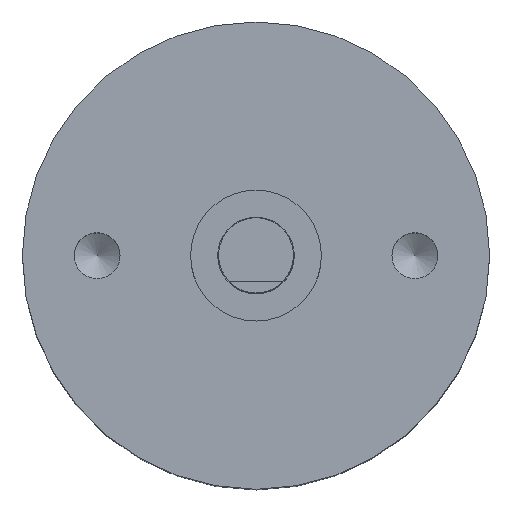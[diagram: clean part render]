
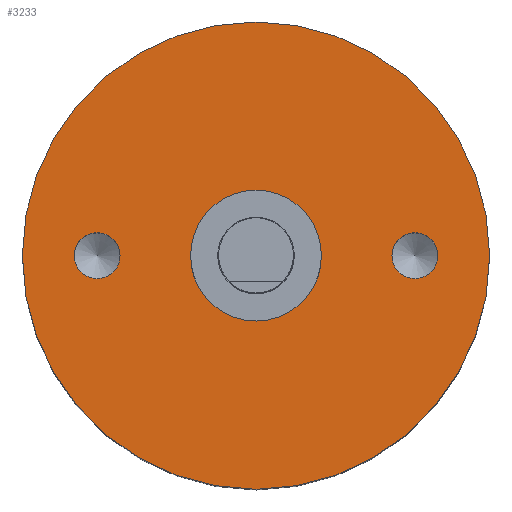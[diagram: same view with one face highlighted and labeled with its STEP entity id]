
A CAD part, top view. The second image highlights one B-rep face of the part: STEP entity #3233.
In plain terms, the highlighted planar face has unit normal (0, 0, 1).
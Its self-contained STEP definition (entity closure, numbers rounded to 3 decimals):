
#41=FACE_BOUND('',#709,.T.);
#42=FACE_BOUND('',#710,.T.);
#43=FACE_BOUND('',#711,.T.);
#337=PLANE('',#3452);
#510=FACE_OUTER_BOUND('',#708,.T.);
#708=EDGE_LOOP('',(#2732));
#709=EDGE_LOOP('',(#2733));
#710=EDGE_LOOP('',(#2734));
#711=EDGE_LOOP('',(#2735));
#814=CIRCLE('',#3433,1.23);
#816=CIRCLE('',#3437,1.23);
#823=CIRCLE('',#3450,3.5);
#824=CIRCLE('',#3453,12.5);
#1528=VERTEX_POINT('',#7240);
#1530=VERTEX_POINT('',#7246);
#1539=VERTEX_POINT('',#7272);
#1540=VERTEX_POINT('',#7276);
#1967=EDGE_CURVE('',#1528,#1528,#814,.T.);
#1969=EDGE_CURVE('',#1530,#1530,#816,.T.);
#1980=EDGE_CURVE('',#1539,#1539,#823,.T.);
#1981=EDGE_CURVE('',#1540,#1540,#824,.T.);
#2732=ORIENTED_EDGE('',*,*,#1981,.T.);
#2733=ORIENTED_EDGE('',*,*,#1967,.T.);
#2734=ORIENTED_EDGE('',*,*,#1969,.T.);
#2735=ORIENTED_EDGE('',*,*,#1980,.T.);
#3233=ADVANCED_FACE('',(#510,#41,#42,#43),#337,.T.);
#3433=AXIS2_PLACEMENT_3D('',#7241,#4014,#4015);
#3437=AXIS2_PLACEMENT_3D('',#7247,#4022,#4023);
#3450=AXIS2_PLACEMENT_3D('',#7273,#4052,#4053);
#3452=AXIS2_PLACEMENT_3D('',#7275,#4056,#4057);
#3453=AXIS2_PLACEMENT_3D('',#7277,#4058,#4059);
#4014=DIRECTION('center_axis',(0.,0.,-1.));
#4015=DIRECTION('ref_axis',(1.,0.,0.));
#4022=DIRECTION('center_axis',(0.,0.,-1.));
#4023=DIRECTION('ref_axis',(1.,0.,0.));
#4052=DIRECTION('center_axis',(0.,0.,-1.));
#4053=DIRECTION('ref_axis',(-1.,0.,0.));
#4056=DIRECTION('center_axis',(0.,0.,1.));
#4057=DIRECTION('ref_axis',(1.,0.,0.));
#4058=DIRECTION('center_axis',(0.,0.,1.));
#4059=DIRECTION('ref_axis',(-1.,0.,0.));
#7240=CARTESIAN_POINT('',(9.73,0.,53.));
#7241=CARTESIAN_POINT('Origin',(8.5,0.,53.));
#7246=CARTESIAN_POINT('',(-7.271,0.,53.));
#7247=CARTESIAN_POINT('Origin',(-8.5,0.,53.));
#7272=CARTESIAN_POINT('',(3.5,0.,53.));
#7273=CARTESIAN_POINT('Origin',(0.,0.,53.));
#7275=CARTESIAN_POINT('Origin',(0.,0.,53.));
#7276=CARTESIAN_POINT('',(12.5,0.,53.));
#7277=CARTESIAN_POINT('Origin',(0.,0.,53.));
